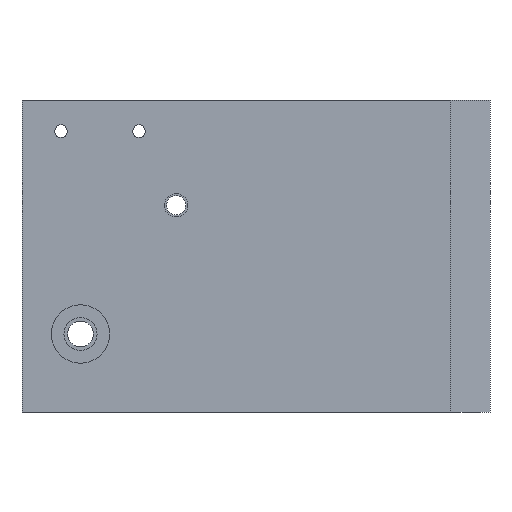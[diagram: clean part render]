
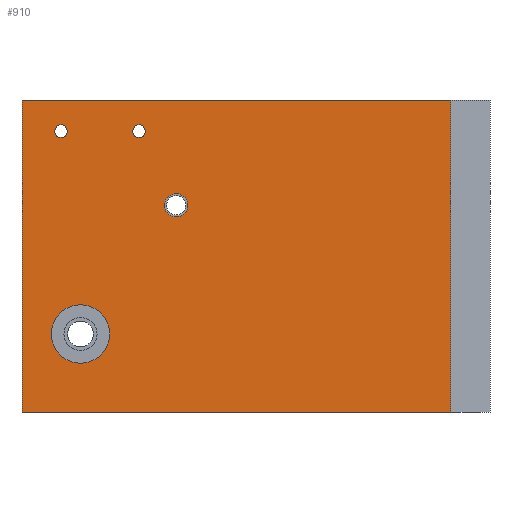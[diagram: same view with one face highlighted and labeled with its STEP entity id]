
A CAD part, front view. The second image highlights one B-rep face of the part: STEP entity #910.
In plain terms, the highlighted planar face has unit normal (0, -1, 0).
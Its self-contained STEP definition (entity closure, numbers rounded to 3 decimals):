
#49=FACE_BOUND('',#370,.T.);
#50=FACE_BOUND('',#371,.T.);
#51=FACE_BOUND('',#372,.T.);
#52=FACE_BOUND('',#373,.T.);
#90=LINE('',#1344,#160);
#113=LINE('',#1397,#183);
#121=LINE('',#1412,#191);
#122=LINE('',#1477,#192);
#160=VECTOR('',#1063,110.);
#183=VECTOR('',#1112,80.);
#191=VECTOR('',#1122,110.);
#192=VECTOR('',#1205,80.);
#235=PLANE('',#1004);
#285=FACE_OUTER_BOUND('',#369,.T.);
#369=EDGE_LOOP('',(#846,#847,#848,#849));
#370=EDGE_LOOP('',(#850));
#371=EDGE_LOOP('',(#851));
#372=EDGE_LOOP('',(#852));
#373=EDGE_LOOP('',(#853));
#394=CIRCLE('',#952,7.5);
#401=CIRCLE('',#969,3.);
#405=CIRCLE('',#975,1.621);
#407=CIRCLE('',#978,1.621);
#441=VERTEX_POINT('',#1322);
#451=VERTEX_POINT('',#1342);
#468=VERTEX_POINT('',#1395);
#474=VERTEX_POINT('',#1410);
#480=VERTEX_POINT('',#1425);
#487=VERTEX_POINT('',#1449);
#491=VERTEX_POINT('',#1459);
#493=VERTEX_POINT('',#1464);
#541=EDGE_CURVE('',#451,#441,#90,.T.);
#568=EDGE_CURVE('',#468,#451,#113,.T.);
#576=EDGE_CURVE('',#468,#474,#121,.T.);
#582=EDGE_CURVE('',#480,#480,#394,.T.);
#589=EDGE_CURVE('',#487,#487,#401,.T.);
#593=EDGE_CURVE('',#491,#491,#405,.T.);
#595=EDGE_CURVE('',#493,#493,#407,.T.);
#600=EDGE_CURVE('',#441,#474,#122,.T.);
#846=ORIENTED_EDGE('',*,*,#600,.F.);
#847=ORIENTED_EDGE('',*,*,#541,.F.);
#848=ORIENTED_EDGE('',*,*,#568,.F.);
#849=ORIENTED_EDGE('',*,*,#576,.T.);
#850=ORIENTED_EDGE('',*,*,#582,.T.);
#851=ORIENTED_EDGE('',*,*,#589,.T.);
#852=ORIENTED_EDGE('',*,*,#593,.T.);
#853=ORIENTED_EDGE('',*,*,#595,.T.);
#910=ADVANCED_FACE('',(#285,#49,#50,#51,#52),#235,.T.);
#952=AXIS2_PLACEMENT_3D('',#1426,#1137,#1138);
#969=AXIS2_PLACEMENT_3D('',#1450,#1171,#1172);
#975=AXIS2_PLACEMENT_3D('',#1460,#1183,#1184);
#978=AXIS2_PLACEMENT_3D('',#1465,#1189,#1190);
#1004=AXIS2_PLACEMENT_3D('',#1521,#1259,#1260);
#1063=DIRECTION('',(1.,0.,0.));
#1112=DIRECTION('',(0.,0.,1.));
#1122=DIRECTION('',(1.,0.,0.));
#1137=DIRECTION('center_axis',(0.,1.,0.));
#1138=DIRECTION('ref_axis',(1.,0.,0.));
#1171=DIRECTION('center_axis',(0.,1.,0.));
#1172=DIRECTION('ref_axis',(1.,0.,0.));
#1183=DIRECTION('center_axis',(0.,1.,0.));
#1184=DIRECTION('ref_axis',(1.,0.,0.));
#1189=DIRECTION('center_axis',(0.,1.,0.));
#1190=DIRECTION('ref_axis',(1.,0.,0.));
#1205=DIRECTION('',(0.,0.,-1.));
#1259=DIRECTION('center_axis',(0.,-1.,0.));
#1260=DIRECTION('ref_axis',(1.,0.,0.));
#1322=CARTESIAN_POINT('',(110.,0.,80.));
#1342=CARTESIAN_POINT('',(0.,0.,80.));
#1344=CARTESIAN_POINT('',(0.,0.,80.));
#1395=CARTESIAN_POINT('',(0.,0.,0.));
#1397=CARTESIAN_POINT('',(0.,0.,0.));
#1410=CARTESIAN_POINT('',(110.,0.,0.));
#1412=CARTESIAN_POINT('',(0.,0.,0.));
#1425=CARTESIAN_POINT('',(22.5,0.,20.));
#1426=CARTESIAN_POINT('Origin',(15.,0.,20.));
#1449=CARTESIAN_POINT('',(42.5,0.,53.));
#1450=CARTESIAN_POINT('Origin',(39.5,0.,53.));
#1459=CARTESIAN_POINT('',(31.621,0.,72.));
#1460=CARTESIAN_POINT('Origin',(30.,0.,72.));
#1464=CARTESIAN_POINT('',(11.621,0.,72.));
#1465=CARTESIAN_POINT('Origin',(10.,0.,72.));
#1477=CARTESIAN_POINT('',(110.,0.,0.));
#1521=CARTESIAN_POINT('Origin',(0.,0.,0.));
